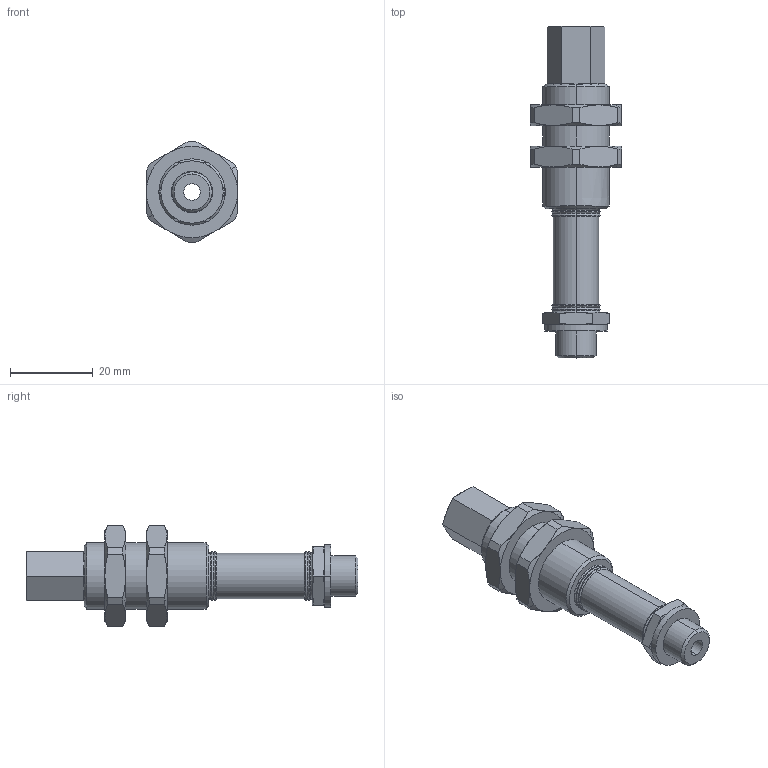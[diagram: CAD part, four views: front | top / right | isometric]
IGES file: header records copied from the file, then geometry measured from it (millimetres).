
Start section: 3D InterOp IGES (Version 26 1 0), Spatial Corp. Copyright (c) 1999-2007.
Global section: file name: schmalz_10_01_02_00602_88qstv4xlj0s6nqi1p0r6kqhe.igs; native system: Spatial Corp.; preprocessor: 3D InterOp ACIS/IGES; author: TraceParts; organization: TraceParts S.A.; date: 20180925.095923; units: millimetre
Bounding box: 22 x 80 x 24.3 mm (x, y, z)
Surface area: 9861.1 mm2 (no closed solid volume)
Topology: 0 solids, 0 shells, 206 faces, 900 edges, 900 vertices
Faces by surface type: revolution 154, extrusion 52
